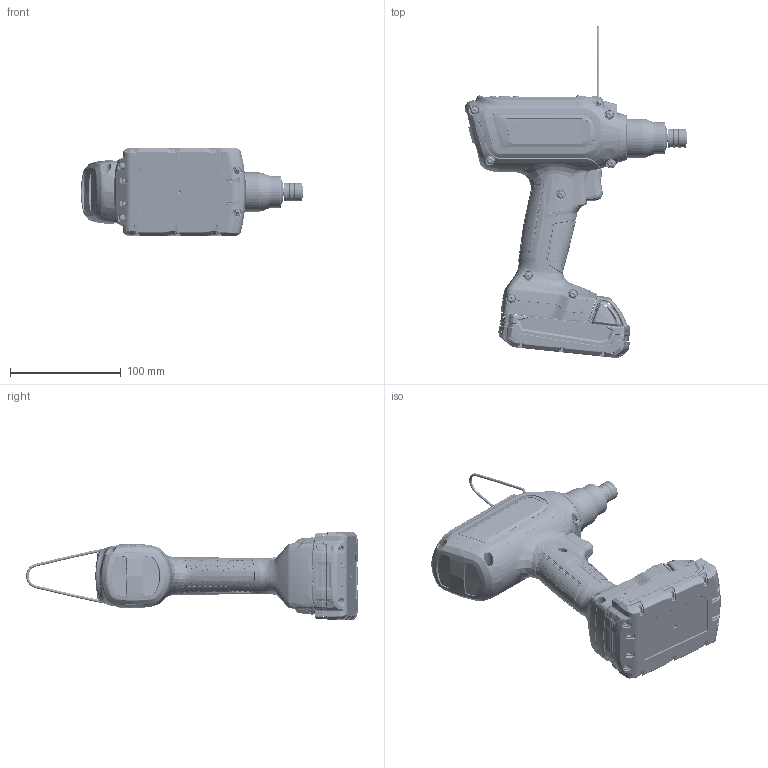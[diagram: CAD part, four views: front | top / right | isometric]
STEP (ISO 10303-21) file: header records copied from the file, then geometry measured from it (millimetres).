
FILE_DESCRIPTION((''),'2;1');
FILE_NAME('CCBPW22Q_SW0001','2018-12-21T',('BD9DD'),(''),'CREO PARAMETRIC BY PTC INC, 2016130','CREO PARAMETRIC BY PTC INC, 2016130','');
FILE_SCHEMA(('CONFIG_CONTROL_DESIGN'));
Products named in the file (1): CCBPW22Q_SW0001
Bounding box: 200.56 x 299.29 x 79.78 mm (x, y, z)
Surface area: 241413.1 mm2 (no closed solid volume)
Topology: 0 solids, 215 shells, 10385 faces, 32714 edges, 21606 vertices
Faces by surface type: bspline 4052, plane 2489, cylinder 2295, cone 543, extrusion 422, torus 352, sphere 232
Entity records: 616604 total; most frequent: CARTESIAN_POINT 374244, ORIENTED_EDGE 54765, DIRECTION 36758, EDGE_CURVE 32653, VERTEX_POINT 21607, B_SPLINE_CURVE_WITH_KNOTS 15290, AXIS2_PLACEMENT_3D 12640, VECTOR 11478
